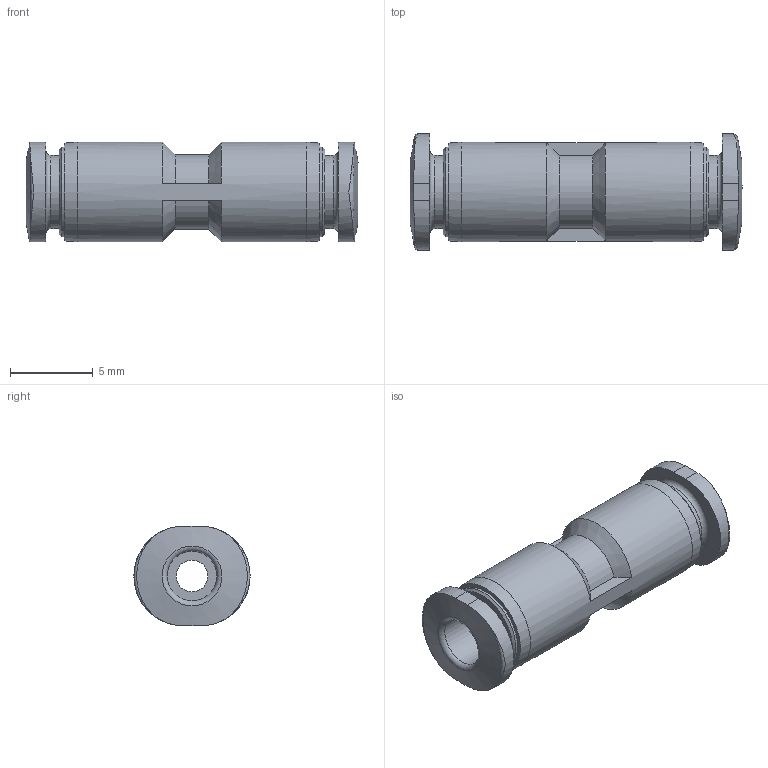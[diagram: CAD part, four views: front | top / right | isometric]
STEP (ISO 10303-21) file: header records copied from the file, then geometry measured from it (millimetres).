
FILE_DESCRIPTION(/* description */ ('STEP AP214'),/* implementation_level */ '2;1');
FILE_NAME(/* name */ '130757_QSM-3-100',/* time_stamp */ '2024-09-14T12:15:25+02:00',/* author */ ('License CC BY-ND 4.0'),/* organization */ ('CADENAS'),/* preprocessor_version */ 'ST-DEVELOPER v19.3',/* originating_system */ 'PARTsolutions',/* authorisation */ ' ');
FILE_SCHEMA (('AUTOMOTIVE_DESIGN {1 0 10303 214 3 1 1}'));
Length unit declared in the file: millimetre
Products named in the file (1): 130757 QSM-3-100
Bounding box: 20 x 7 x 6 mm (x, y, z)
Volume: 379.8 mm3; surface area: 667 mm2
Topology: 1 solids, 1 shells, 48 faces, 113 edges, 74 vertices
Faces by surface type: plane 16, cylinder 14, cone 10, torus 8
Full cylindrical faces by diameter (mm): 1.9 x1, 3 x2, 4.4 x2, 5.4 x2, 6 x1
Entity records: 1631 total; most frequent: CARTESIAN_POINT 291, DIRECTION 198, ORIENTED_EDGE 176, AXIS2_PLACEMENT_3D 89, EDGE_CURVE 88, EDGE_LOOP 76, FACE_BOUND 76, VERTEX_POINT 68
